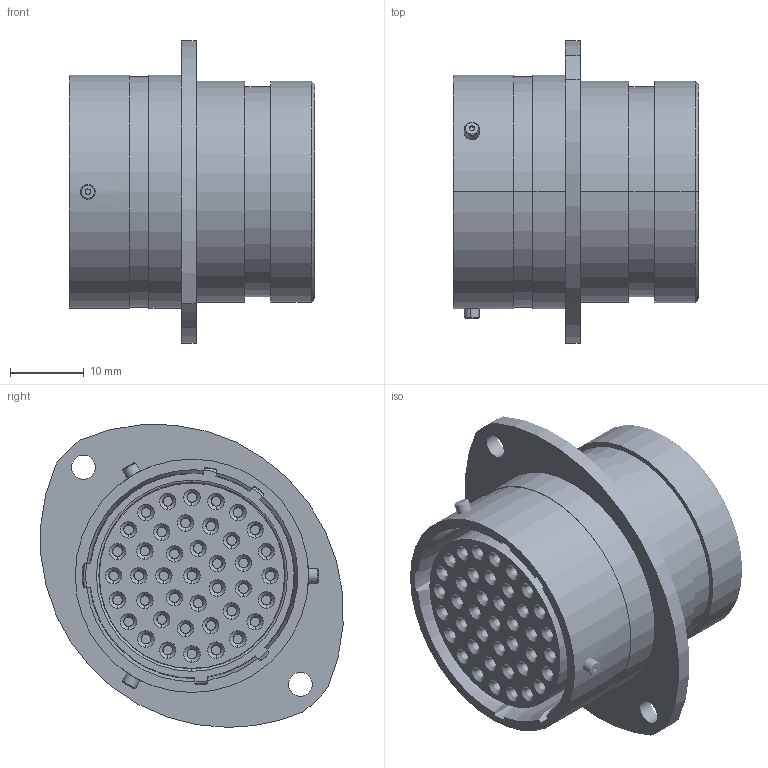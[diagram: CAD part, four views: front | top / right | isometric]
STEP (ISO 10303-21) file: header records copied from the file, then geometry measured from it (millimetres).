
FILE_DESCRIPTION (( 'STEP AP214' ), '1' );
FILE_NAME ('AS020-41SN.STEP', '2021-01-19T10:14:49', ( 'TE Connectivity' ), ( 'TE Connectivity' ), 'SwSTEP 2.0', 'SolidWorks 2016', '' );
FILE_SCHEMA (( 'AUTOMOTIVE_DESIGN' ));
Length unit declared in the file: millimetre
Products named in the file (1): AS020-41SN
Bounding box: 33.31 x 40.96 x 41.04 mm (x, y, z)
Volume: 19342.3 mm3; surface area: 21000.4 mm2
Topology: 9 solids, 9 shells, 2097 faces, 4433 edges, 2445 vertices
Faces by surface type: torus 840, cylinder 596, cone 512, plane 135, sphere 14
Entity records: 79854 total; most frequent: DIRECTION 11823, CARTESIAN_POINT 9266, ORIENTED_EDGE 8844, AXIS2_PLACEMENT_3D 5343, EDGE_CURVE 4422, CIRCLE 3245, VERTEX_POINT 2442, EDGE_LOOP 2376
